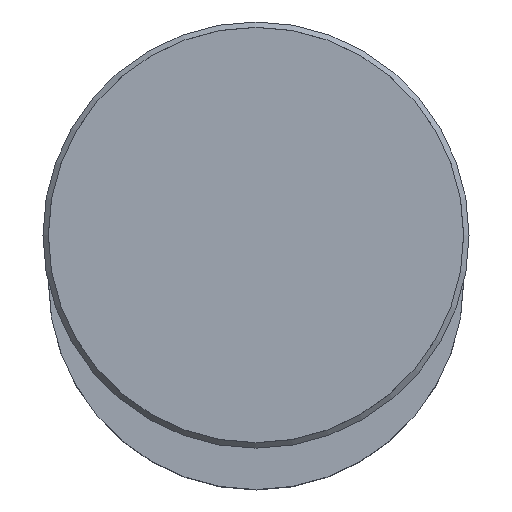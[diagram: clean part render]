
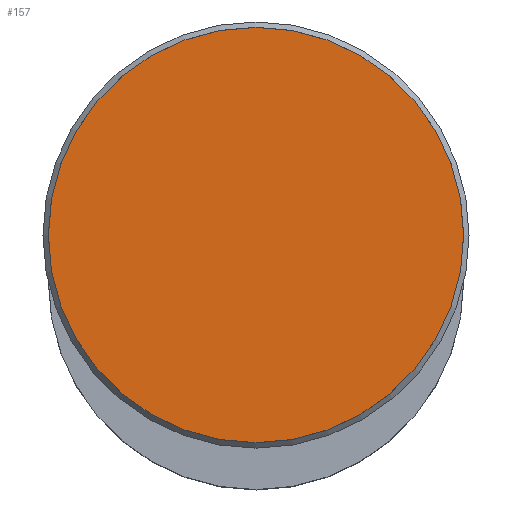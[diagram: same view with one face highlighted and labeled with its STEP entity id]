
A CAD part, top view. The second image highlights one B-rep face of the part: STEP entity #157.
In plain terms, the highlighted planar face has unit normal (0, 0, 1).
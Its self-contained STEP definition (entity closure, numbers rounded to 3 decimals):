
#27=PLANE('',#197);
#56=ORIENTED_EDGE('',*,*,#65,.F.);
#65=EDGE_CURVE('',#77,#77,#89,.T.);
#77=VERTEX_POINT('',#279);
#89=CIRCLE('',#189,11.5);
#116=EDGE_LOOP('',(#56));
#140=FACE_BOUND('',#116,.T.);
#157=ADVANCED_FACE('',(#140),#27,.F.);
#189=AXIS2_PLACEMENT_3D('',#278,#233,#234);
#197=AXIS2_PLACEMENT_3D('',#290,#249,#250);
#233=DIRECTION('',(0.,0.,-1.));
#234=DIRECTION('',(-1.,0.,0.));
#249=DIRECTION('',(0.,0.,-1.));
#250=DIRECTION('',(-1.,0.,0.));
#278=CARTESIAN_POINT('',(0.,0.,1502.852));
#279=CARTESIAN_POINT('',(-11.5,0.,1502.852));
#290=CARTESIAN_POINT('',(0.,0.,1502.852));
